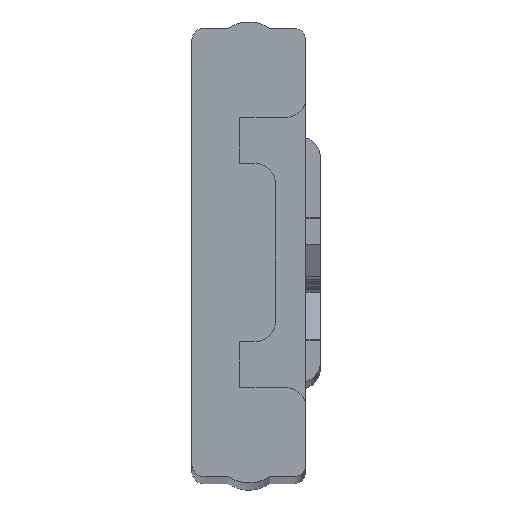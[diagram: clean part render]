
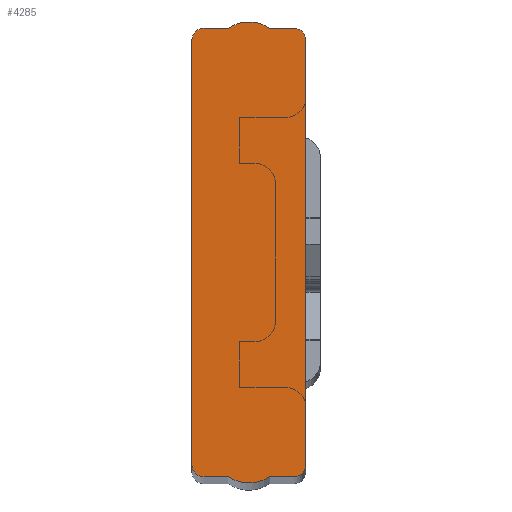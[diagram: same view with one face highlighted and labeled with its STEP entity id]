
A CAD part, top view. The second image highlights one B-rep face of the part: STEP entity #4285.
In plain terms, the highlighted face is planar.
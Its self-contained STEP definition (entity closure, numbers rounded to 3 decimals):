
#80 = CARTESIAN_POINT ( 'NONE',  ( 1.2, -22., -200. ) ) ;
#233 = EDGE_LOOP ( 'NONE', ( #6148, #7029, #7184, #4682, #3034, #2700, #955, #8291, #8224, #5888, #5276, #7198 ) ) ;
#262 = LINE ( 'NONE', #4490, #4742 ) ;
#268 = DIRECTION ( 'NONE',  ( 1., 0., 0. ) ) ;
#272 = VERTEX_POINT ( 'NONE', #5860 ) ;
#479 = VERTEX_POINT ( 'NONE', #7030 ) ;
#602 = DIRECTION ( 'NONE',  ( 1., 0., 0. ) ) ;
#750 = VECTOR ( 'NONE', #6991, 1000. ) ;
#773 = DIRECTION ( 'NONE',  ( 0., 0., 1. ) ) ;
#859 = CARTESIAN_POINT ( 'NONE',  ( 3.573, 22., -200. ) ) ;
#955 = ORIENTED_EDGE ( 'NONE', *, *, #5156, .F. ) ;
#976 = VERTEX_POINT ( 'NONE', #7167 ) ;
#1111 = LINE ( 'NONE', #6450, #3528 ) ;
#1156 = VERTEX_POINT ( 'NONE', #80 ) ;
#1464 = AXIS2_PLACEMENT_3D ( 'NONE', #5269, #773, #3448 ) ;
#1547 = CIRCLE ( 'NONE', #8490, 1.2 ) ;
#1604 = VECTOR ( 'NONE', #7629, 1000. ) ;
#1689 = AXIS2_PLACEMENT_3D ( 'NONE', #5048, #3088, #6572 ) ;
#1966 = VERTEX_POINT ( 'NONE', #8474 ) ;
#2058 = CARTESIAN_POINT ( 'NONE',  ( 5.6, 19.025, -200. ) ) ;
#2111 = DIRECTION ( 'NONE',  ( 1., 0., 0. ) ) ;
#2266 = CARTESIAN_POINT ( 'NONE',  ( 10., -20.8, -200. ) ) ;
#2360 = CIRCLE ( 'NONE', #5700, 3.6 ) ;
#2392 = VERTEX_POINT ( 'NONE', #5648 ) ;
#2398 = CARTESIAN_POINT ( 'NONE',  ( 0., 20.8, -200. ) ) ;
#2400 = LINE ( 'NONE', #8290, #3056 ) ;
#2430 = DIRECTION ( 'NONE',  ( 0., -1., 0. ) ) ;
#2503 = VECTOR ( 'NONE', #2111, 1000. ) ;
#2569 = EDGE_CURVE ( 'NONE', #1156, #2773, #6732, .T. ) ;
#2700 = ORIENTED_EDGE ( 'NONE', *, *, #4469, .F. ) ;
#2708 = VERTEX_POINT ( 'NONE', #8084 ) ;
#2773 = VERTEX_POINT ( 'NONE', #3175 ) ;
#2798 = EDGE_CURVE ( 'NONE', #976, #272, #262, .T. ) ;
#2905 = DIRECTION ( 'NONE',  ( 0., 0., 1. ) ) ;
#2944 = CARTESIAN_POINT ( 'NONE',  ( 1.2, 20.8, -200. ) ) ;
#2991 = AXIS2_PLACEMENT_3D ( 'NONE', #2944, #2905, #268 ) ;
#3034 = ORIENTED_EDGE ( 'NONE', *, *, #3106, .F. ) ;
#3056 = VECTOR ( 'NONE', #6984, 1000. ) ;
#3072 = AXIS2_PLACEMENT_3D ( 'NONE', #2266, #3494, #5499 ) ;
#3088 = DIRECTION ( 'NONE',  ( 0., 0., 1. ) ) ;
#3106 = EDGE_CURVE ( 'NONE', #2392, #1966, #3497, .T. ) ;
#3134 = EDGE_CURVE ( 'NONE', #2708, #976, #1547, .T. ) ;
#3136 = DIRECTION ( 'NONE',  ( -1., 0., 0. ) ) ;
#3175 = CARTESIAN_POINT ( 'NONE',  ( 3.573, -22., -200. ) ) ;
#3213 = EDGE_CURVE ( 'NONE', #8003, #5212, #1111, .T. ) ;
#3324 = FACE_OUTER_BOUND ( 'NONE', #233, .T. ) ;
#3448 = DIRECTION ( 'NONE',  ( -1., 0., 0. ) ) ;
#3494 = DIRECTION ( 'NONE',  ( 0., 0., 1. ) ) ;
#3497 = CIRCLE ( 'NONE', #3072, 1.2 ) ;
#3528 = VECTOR ( 'NONE', #2430, 1000. ) ;
#3975 = CIRCLE ( 'NONE', #1464, 3.6 ) ;
#4189 = CARTESIAN_POINT ( 'NONE',  ( 0., -20.8, -200. ) ) ;
#4281 = DIRECTION ( 'NONE',  ( 1., 0., 0. ) ) ;
#4285 = ADVANCED_FACE ( 'NONE', ( #3324 ), #8463, .F. ) ;
#4369 = EDGE_CURVE ( 'NONE', #272, #479, #2360, .T. ) ;
#4378 = VERTEX_POINT ( 'NONE', #4896 ) ;
#4469 = EDGE_CURVE ( 'NONE', #8186, #2392, #2400, .T. ) ;
#4490 = CARTESIAN_POINT ( 'NONE',  ( 10., 22., -200. ) ) ;
#4682 = ORIENTED_EDGE ( 'NONE', *, *, #7354, .F. ) ;
#4742 = VECTOR ( 'NONE', #3136, 1000. ) ;
#4776 = DIRECTION ( 'NONE',  ( 1., 0., 0. ) ) ;
#4810 = CIRCLE ( 'NONE', #2991, 1.2 ) ;
#4820 = CARTESIAN_POINT ( 'NONE',  ( 3.573, -22., -200. ) ) ;
#4896 = CARTESIAN_POINT ( 'NONE',  ( 1.2, 22., -200. ) ) ;
#4906 = LINE ( 'NONE', #7610, #750 ) ;
#5048 = CARTESIAN_POINT ( 'NONE',  ( 1.2, -20.8, -200. ) ) ;
#5156 = EDGE_CURVE ( 'NONE', #2773, #8186, #3975, .T. ) ;
#5212 = VERTEX_POINT ( 'NONE', #4189 ) ;
#5241 = DIRECTION ( 'NONE',  ( 0., 0., 1. ) ) ;
#5255 = EDGE_CURVE ( 'NONE', #479, #4378, #5620, .T. ) ;
#5269 = CARTESIAN_POINT ( 'NONE',  ( 5.6, -19.025, -200. ) ) ;
#5276 = ORIENTED_EDGE ( 'NONE', *, *, #7376, .F. ) ;
#5499 = DIRECTION ( 'NONE',  ( -1., 0., 0. ) ) ;
#5620 = LINE ( 'NONE', #859, #1604 ) ;
#5648 = CARTESIAN_POINT ( 'NONE',  ( 10., -22., -200. ) ) ;
#5700 = AXIS2_PLACEMENT_3D ( 'NONE', #2058, #8081, #4776 ) ;
#5860 = CARTESIAN_POINT ( 'NONE',  ( 7.627, 22., -200. ) ) ;
#5888 = ORIENTED_EDGE ( 'NONE', *, *, #3213, .F. ) ;
#6109 = CARTESIAN_POINT ( 'NONE',  ( 7.627, -22., -200. ) ) ;
#6125 = AXIS2_PLACEMENT_3D ( 'NONE', #8554, #5241, #602 ) ;
#6148 = ORIENTED_EDGE ( 'NONE', *, *, #4369, .F. ) ;
#6286 = CIRCLE ( 'NONE', #1689, 1.2 ) ;
#6450 = CARTESIAN_POINT ( 'NONE',  ( 0., 20.8, -200. ) ) ;
#6572 = DIRECTION ( 'NONE',  ( -1., 0., 0. ) ) ;
#6668 = EDGE_CURVE ( 'NONE', #5212, #1156, #6286, .T. ) ;
#6732 = LINE ( 'NONE', #4820, #2503 ) ;
#6934 = DIRECTION ( 'NONE',  ( 0., 0., 1. ) ) ;
#6984 = DIRECTION ( 'NONE',  ( 1., 0., 0. ) ) ;
#6991 = DIRECTION ( 'NONE',  ( 0., 1., 0. ) ) ;
#7029 = ORIENTED_EDGE ( 'NONE', *, *, #2798, .F. ) ;
#7030 = CARTESIAN_POINT ( 'NONE',  ( 3.573, 22., -200. ) ) ;
#7167 = CARTESIAN_POINT ( 'NONE',  ( 10., 22., -200. ) ) ;
#7184 = ORIENTED_EDGE ( 'NONE', *, *, #3134, .F. ) ;
#7198 = ORIENTED_EDGE ( 'NONE', *, *, #5255, .F. ) ;
#7354 = EDGE_CURVE ( 'NONE', #1966, #2708, #4906, .T. ) ;
#7376 = EDGE_CURVE ( 'NONE', #4378, #8003, #4810, .T. ) ;
#7587 = CARTESIAN_POINT ( 'NONE',  ( 10., 20.8, -200. ) ) ;
#7610 = CARTESIAN_POINT ( 'NONE',  ( 11.2, 20.8, -200. ) ) ;
#7629 = DIRECTION ( 'NONE',  ( -1., 0., 0. ) ) ;
#8003 = VERTEX_POINT ( 'NONE', #2398 ) ;
#8081 = DIRECTION ( 'NONE',  ( 0., 0., 1. ) ) ;
#8084 = CARTESIAN_POINT ( 'NONE',  ( 11.2, 20.8, -200. ) ) ;
#8186 = VERTEX_POINT ( 'NONE', #6109 ) ;
#8224 = ORIENTED_EDGE ( 'NONE', *, *, #6668, .F. ) ;
#8290 = CARTESIAN_POINT ( 'NONE',  ( 10., -22., -200. ) ) ;
#8291 = ORIENTED_EDGE ( 'NONE', *, *, #2569, .F. ) ;
#8463 = PLANE ( 'NONE',  #6125 ) ;
#8474 = CARTESIAN_POINT ( 'NONE',  ( 11.2, -20.8, -200. ) ) ;
#8490 = AXIS2_PLACEMENT_3D ( 'NONE', #7587, #6934, #4281 ) ;
#8554 = CARTESIAN_POINT ( 'NONE',  ( 5.6, 19.025, -200. ) ) ;
